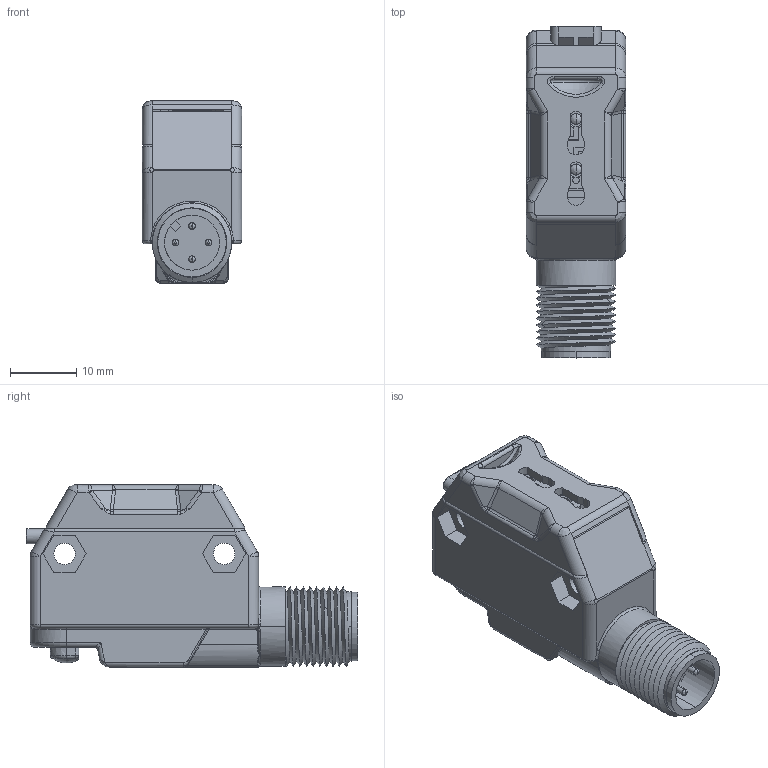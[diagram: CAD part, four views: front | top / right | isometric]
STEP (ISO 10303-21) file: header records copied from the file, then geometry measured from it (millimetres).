
FILE_DESCRIPTION((''),'2;1');
FILE_NAME('139431_SW','2008-05-05T',('banengservice'),('BANNER ENGINEERING'),'PRO/ENGINEER BY PARAMETRIC TECHNOLOGY CORPORATION, 2006170','PRO/ENGINEER BY PARAMETRIC TECHNOLOGY CORPORATION, 2006170','');
FILE_SCHEMA(('CONFIG_CONTROL_DESIGN'));
Length unit declared in the file: inch
Products named in the file (1): 139431_SW
Bounding box: 15 x 50.11 x 27.5 mm (x, y, z)
Volume: 11679.1 mm3; surface area: 7033.2 mm2
Topology: 1 solids, 1 shells, 563 faces, 1453 edges, 884 vertices
Faces by surface type: plane 224, cylinder 170, bspline 110, torus 28, sphere 14, cone 13, revolution 4
Entity records: 26074 total; most frequent: CARTESIAN_POINT 13067, ORIENTED_EDGE 2892, DIRECTION 2449, EDGE_CURVE 1446, VERTEX_POINT 884, AXIS2_PLACEMENT_3D 825, VECTOR 795, LINE 795
